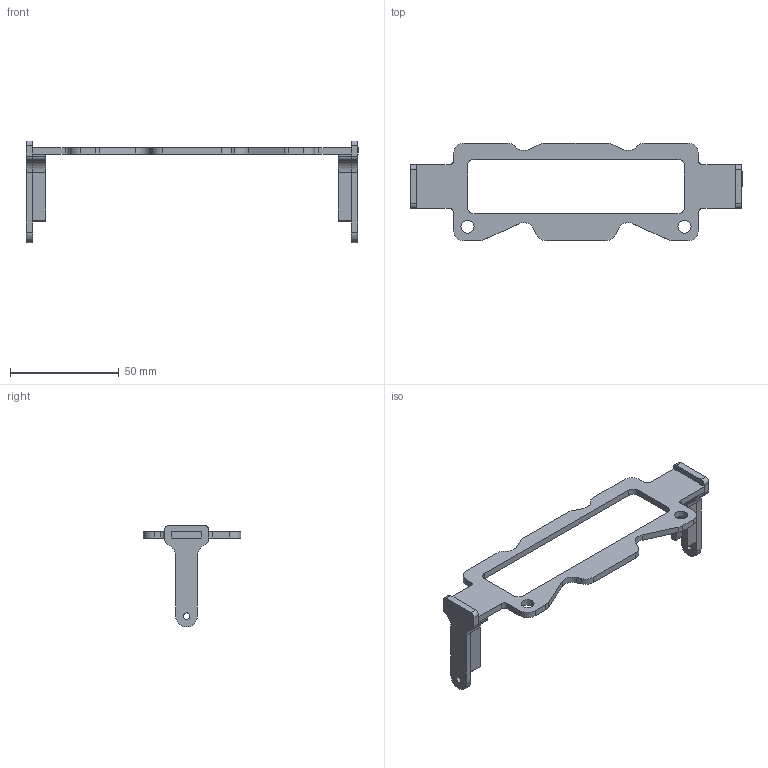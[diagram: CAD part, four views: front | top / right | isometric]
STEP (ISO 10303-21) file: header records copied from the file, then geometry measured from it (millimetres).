
FILE_DESCRIPTION(/* description */ (''),/* implementation_level */ '2;1');
FILE_NAME(/* name */ 'Electronics Chassis Forward Assembly.stp',/* time_stamp */ '2015-01-16T15:53:54-08:00',/* author */ ('Evil Brian'),/* organization */ (''),/* preprocessor_version */ 'ST-DEVELOPER v15.6',/* originating_system */ 'Autodesk Inventor 2015',/* authorisation */ '');
FILE_SCHEMA (('AUTOMOTIVE_DESIGN { 1 0 10303 214 3 1 1 }'));
Products named in the file (4): Electronics Chassis Faceplate; Electronics Chassis Faceplate Mount Outer; Electronics Chassis Faceplate Mount Inner; Electronics Chassis Forward Assembly
Bounding box: 153 x 45 x 47 mm (x, y, z)
Volume: 15722.6 mm3; surface area: 13564.7 mm2
Topology: 5 solids, 5 shells, 148 faces, 414 edges, 276 vertices
Faces by surface type: plane 88, cylinder 60
Full cylindrical faces by diameter (mm): 3 x2, 6 x2
Entity records: 3526 total; most frequent: DIRECTION 608, CARTESIAN_POINT 606, ORIENTED_EDGE 588, EDGE_CURVE 294, LINE 208, VECTOR 208, AXIS2_PLACEMENT_3D 200, VERTEX_POINT 198
